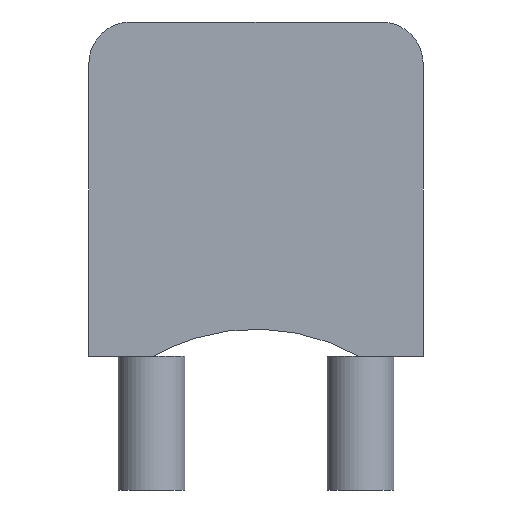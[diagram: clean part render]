
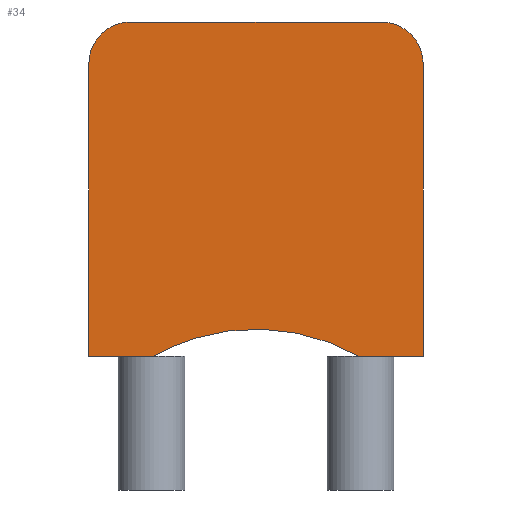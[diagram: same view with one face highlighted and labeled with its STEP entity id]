
A CAD part, front view. The second image highlights one B-rep face of the part: STEP entity #34.
In plain terms, the highlighted planar face has unit normal (0, -1, 0).
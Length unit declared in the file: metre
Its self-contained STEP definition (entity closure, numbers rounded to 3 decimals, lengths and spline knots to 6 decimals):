
#34=ADVANCED_FACE('',(#52),#249,.T.);
#52=FACE_OUTER_BOUND('',#70,.T.);
#70=EDGE_LOOP('',(#128,#129,#130,#131,#132,#133,#134,#135));
#128=ORIENTED_EDGE('',*,*,#178,.F.);
#129=ORIENTED_EDGE('',*,*,#175,.F.);
#130=ORIENTED_EDGE('',*,*,#172,.F.);
#131=ORIENTED_EDGE('',*,*,#169,.F.);
#132=ORIENTED_EDGE('',*,*,#166,.F.);
#133=ORIENTED_EDGE('',*,*,#163,.F.);
#134=ORIENTED_EDGE('',*,*,#160,.F.);
#135=ORIENTED_EDGE('',*,*,#156,.F.);
#156=EDGE_CURVE('',#224,#225,#192,.T.);
#160=EDGE_CURVE('',#225,#228,#196,.T.);
#163=EDGE_CURVE('',#228,#230,#199,.T.);
#166=EDGE_CURVE('',#230,#232,#202,.T.);
#169=EDGE_CURVE('',#232,#234,#205,.T.);
#172=EDGE_CURVE('',#234,#236,#208,.T.);
#175=EDGE_CURVE('',#236,#238,#211,.T.);
#178=EDGE_CURVE('',#238,#224,#214,.T.);
#192=(
BOUNDED_CURVE()
B_SPLINE_CURVE(2,(#478,#479,#480),.UNSPECIFIED.,.F.,.F.)
B_SPLINE_CURVE_WITH_KNOTS((3,3),(-32.021986,-31.254172),
 .UNSPECIFIED.)
CURVE()
GEOMETRIC_REPRESENTATION_ITEM()
RATIONAL_B_SPLINE_CURVE((1.,1.,1.))
REPRESENTATION_ITEM('')
);
#196=(
BOUNDED_CURVE()
B_SPLINE_CURVE(2,(#488,#489,#490),.UNSPECIFIED.,.F.,.F.)
B_SPLINE_CURVE_WITH_KNOTS((3,3),(-31.254172,-27.754172),
 .UNSPECIFIED.)
CURVE()
GEOMETRIC_REPRESENTATION_ITEM()
RATIONAL_B_SPLINE_CURVE((1.,1.,1.))
REPRESENTATION_ITEM('')
);
#199=(
BOUNDED_CURVE()
B_SPLINE_CURVE(2,(#496,#497,#498,#499,#500),.UNSPECIFIED.,.F.,.F.)
B_SPLINE_CURVE_WITH_KNOTS((3,2,3),(-27.754172,-27.361473,
-26.968774),.UNSPECIFIED.)
CURVE()
GEOMETRIC_REPRESENTATION_ITEM()
RATIONAL_B_SPLINE_CURVE((1.,0.924,1.,0.924,1.))
REPRESENTATION_ITEM('')
);
#202=(
BOUNDED_CURVE()
B_SPLINE_CURVE(2,(#508,#509,#510),.UNSPECIFIED.,.F.,.F.)
B_SPLINE_CURVE_WITH_KNOTS((3,3),(-26.968774,-23.968774),
 .UNSPECIFIED.)
CURVE()
GEOMETRIC_REPRESENTATION_ITEM()
RATIONAL_B_SPLINE_CURVE((1.,1.,1.))
REPRESENTATION_ITEM('')
);
#205=(
BOUNDED_CURVE()
B_SPLINE_CURVE(2,(#516,#517,#518,#519,#520),.UNSPECIFIED.,.F.,.F.)
B_SPLINE_CURVE_WITH_KNOTS((3,2,3),(-23.968774,-23.576074,
-23.183375),.UNSPECIFIED.)
CURVE()
GEOMETRIC_REPRESENTATION_ITEM()
RATIONAL_B_SPLINE_CURVE((1.,0.924,1.,0.924,1.))
REPRESENTATION_ITEM('')
);
#208=(
BOUNDED_CURVE()
B_SPLINE_CURVE(2,(#528,#529,#530),.UNSPECIFIED.,.F.,.F.)
B_SPLINE_CURVE_WITH_KNOTS((3,3),(-23.183375,-19.683375),
 .UNSPECIFIED.)
CURVE()
GEOMETRIC_REPRESENTATION_ITEM()
RATIONAL_B_SPLINE_CURVE((1.,1.,1.))
REPRESENTATION_ITEM('')
);
#211=(
BOUNDED_CURVE()
B_SPLINE_CURVE(2,(#536,#537,#538),.UNSPECIFIED.,.F.,.F.)
B_SPLINE_CURVE_WITH_KNOTS((3,3),(-19.683375,-18.915561),
 .UNSPECIFIED.)
CURVE()
GEOMETRIC_REPRESENTATION_ITEM()
RATIONAL_B_SPLINE_CURVE((1.,1.,1.))
REPRESENTATION_ITEM('')
);
#214=(
BOUNDED_CURVE()
B_SPLINE_CURVE(2,(#544,#545,#546),.UNSPECIFIED.,.F.,.F.)
B_SPLINE_CURVE_WITH_KNOTS((3,3),(-18.915561,-16.338611),
 .UNSPECIFIED.)
CURVE()
GEOMETRIC_REPRESENTATION_ITEM()
RATIONAL_B_SPLINE_CURVE((1.,0.87,1.))
REPRESENTATION_ITEM('')
);
#224=VERTEX_POINT('',#462);
#225=VERTEX_POINT('',#463);
#228=VERTEX_POINT('',#466);
#230=VERTEX_POINT('',#468);
#232=VERTEX_POINT('',#470);
#234=VERTEX_POINT('',#472);
#236=VERTEX_POINT('',#474);
#238=VERTEX_POINT('',#476);
#249=PLANE('',#362);
#362=AXIS2_PLACEMENT_3D('',#460,#383,$);
#383=DIRECTION('',(0.,-1.,0.));
#460=CARTESIAN_POINT('',(2.500026,0.,-0.543361));
#462=CARTESIAN_POINT('',(-1.232159,0.,-0.043361));
#463=CARTESIAN_POINT('',(-1.999974,0.,-0.043361));
#466=CARTESIAN_POINT('',(-1.999974,0.,3.456639));
#468=CARTESIAN_POINT('',(-1.499973,0.,3.956639));
#470=CARTESIAN_POINT('',(1.500026,0.,3.956639));
#472=CARTESIAN_POINT('',(2.000026,0.,3.456639));
#474=CARTESIAN_POINT('',(2.000026,0.,-0.043361));
#476=CARTESIAN_POINT('',(1.232212,0.,-0.043361));
#478=CARTESIAN_POINT('',(-1.232159,0.,-0.043361));
#479=CARTESIAN_POINT('',(-1.616066,0.,-0.043361));
#480=CARTESIAN_POINT('',(-1.999974,0.,-0.043361));
#488=CARTESIAN_POINT('',(-1.999974,0.,-0.043361));
#489=CARTESIAN_POINT('',(-1.999974,0.,1.706639));
#490=CARTESIAN_POINT('',(-1.999974,0.,3.456639));
#496=CARTESIAN_POINT('',(-1.999974,0.,3.456639));
#497=CARTESIAN_POINT('',(-1.999974,0.,3.663746));
#498=CARTESIAN_POINT('',(-1.853527,0.,3.810192));
#499=CARTESIAN_POINT('',(-1.70708,0.,3.956639));
#500=CARTESIAN_POINT('',(-1.499973,0.,3.956639));
#508=CARTESIAN_POINT('',(-1.499973,0.,3.956639));
#509=CARTESIAN_POINT('',(0.000026,0.,3.956639));
#510=CARTESIAN_POINT('',(1.500026,0.,3.956639));
#516=CARTESIAN_POINT('',(1.500026,0.,3.956639));
#517=CARTESIAN_POINT('',(1.707133,0.,3.956639));
#518=CARTESIAN_POINT('',(1.85358,0.,3.810192));
#519=CARTESIAN_POINT('',(2.000026,0.,3.663746));
#520=CARTESIAN_POINT('',(2.000026,0.,3.456639));
#528=CARTESIAN_POINT('',(2.000026,0.,3.456639));
#529=CARTESIAN_POINT('',(2.000026,0.,1.706639));
#530=CARTESIAN_POINT('',(2.000026,0.,-0.043361));
#536=CARTESIAN_POINT('',(2.000026,0.,-0.043361));
#537=CARTESIAN_POINT('',(1.616119,0.,-0.043361));
#538=CARTESIAN_POINT('',(1.232212,0.,-0.043361));
#544=CARTESIAN_POINT('',(1.232212,0.,-0.043361));
#545=CARTESIAN_POINT('',(0.000026,0.,0.654619));
#546=CARTESIAN_POINT('',(-1.232159,0.,-0.043361));
